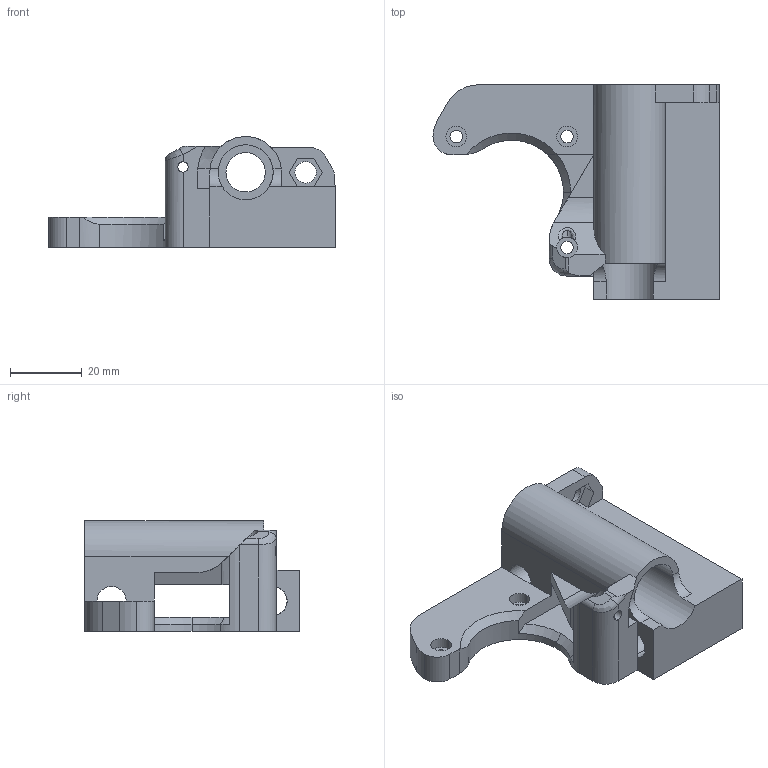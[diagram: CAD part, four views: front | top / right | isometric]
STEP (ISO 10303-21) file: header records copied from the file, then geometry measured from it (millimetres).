
FILE_DESCRIPTION (( 'STEP AP203' ), '1' );
FILE_NAME ('Eje X - Soporte Motor M5.STEP', '2015-09-07T08:46:11', ( 'Motherfocka' ), ( '' ), 'SwSTEP 2.0', 'SolidWorks 2014', '' );
FILE_SCHEMA (( 'CONFIG_CONTROL_DESIGN' ));
Length unit declared in the file: millimetre
Products named in the file (1): Eje X - Soporte Motor  M5
Bounding box: 80 x 60 x 30.99 mm (x, y, z)
Volume: 39338.8 mm3; surface area: 19182 mm2
Topology: 1 solids, 1 shells, 101 faces, 283 edges, 182 vertices
Faces by surface type: cylinder 45, plane 45, cone 9, bspline 2
Entity records: 3603 total; most frequent: CARTESIAN_POINT 917, ORIENTED_EDGE 566, DIRECTION 532, EDGE_CURVE 283, AXIS2_PLACEMENT_3D 188, VERTEX_POINT 182, LINE 156, VECTOR 156
